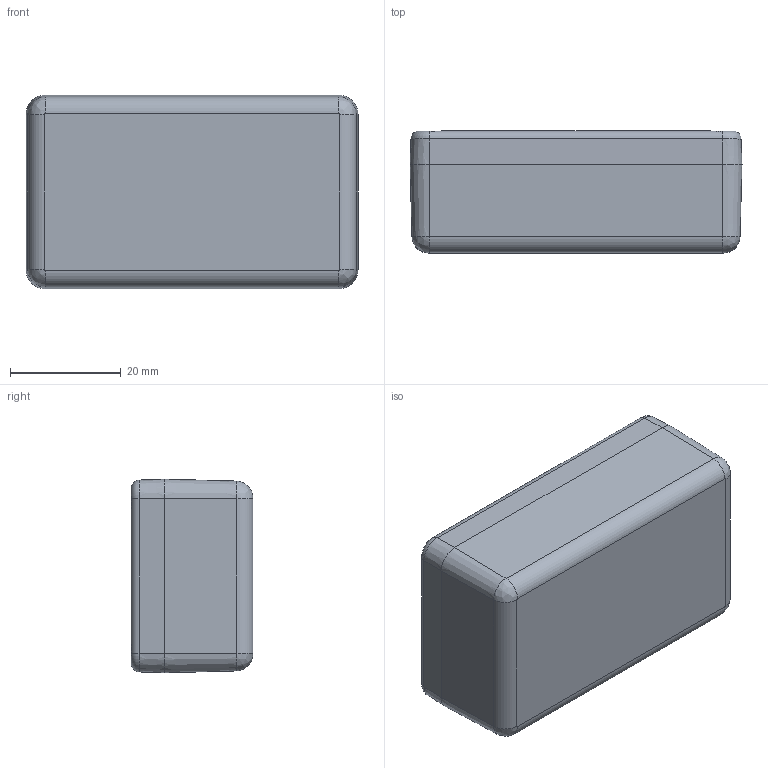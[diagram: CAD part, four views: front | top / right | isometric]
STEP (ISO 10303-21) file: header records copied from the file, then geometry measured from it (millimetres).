
FILE_DESCRIPTION(/* description */ (''),/* implementation_level */ '2;1');
FILE_NAME(/* name */ '1551WH.stp',/* time_stamp */ '2021-05-21T14:18:29-04:00',/* author */ ('mbeerman'),/* organization */ (''),/* preprocessor_version */ 'ST-DEVELOPER v18.1',/* originating_system */ 'Autodesk Inventor 2022',/* authorisation */ '');
FILE_SCHEMA (('AUTOMOTIVE_DESIGN { 1 0 10303 214 3 1 1 }'));
Products named in the file (5): 1551WH; 1551WH Bottom; 1551WH Lid; 1551W (35X60) Gasket; #20045
Assembly tree (3 placements, depth 2):
  1551WH
    1551WH Bottom
    1551WH Lid
    1551W (35X60) Gasket
  #20045
Bounding box: 60 x 22 x 35 mm (x, y, z)
Volume: 18745.8 mm3; surface area: 17695.6 mm2
Topology: 7 solids, 7 shells, 706 faces, 1748 edges, 1098 vertices
Faces by surface type: plane 336, bspline 122, cone 108, cylinder 84, torus 52, sphere 4
Full cylindrical faces by diameter (mm): 1.2 x12, 3.226 x4, 5.334 x4
Entity records: 20048 total; most frequent: CARTESIAN_POINT 5524, ORIENTED_EDGE 3048, DIRECTION 2833, EDGE_CURVE 1524, AXIS2_PLACEMENT_3D 979, VERTEX_POINT 957, LINE 875, VECTOR 875
